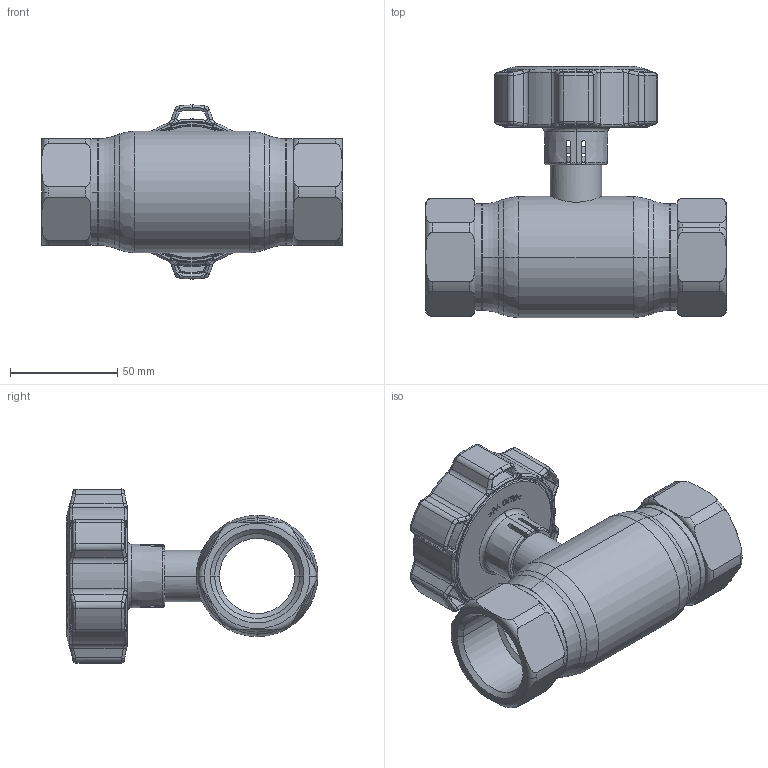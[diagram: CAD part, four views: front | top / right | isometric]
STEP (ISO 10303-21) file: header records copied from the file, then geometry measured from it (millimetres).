
FILE_DESCRIPTION (( 'STEP AP214' ), '1' );
FILE_NAME ('1032002000-1200.step', '2024-01-15T11:34:25', ( '' ), ( '' ), 'SwSTEP 2.0', 'SolidWorks 2021', '' );
FILE_SCHEMA (( 'AUTOMOTIVE_DESIGN' ));
Length unit declared in the file: millimetre
Products named in the file (1): 1032002000-1200
Bounding box: 140 x 117.1 x 81 mm (x, y, z)
Surface area: 57784.2 mm2 (no closed solid volume)
Topology: 0 solids, 10 shells, 579 faces, 1664 edges, 1070 vertices
Faces by surface type: bspline 180, cylinder 151, plane 110, cone 71, torus 67
Entity records: 36104 total; most frequent: CARTESIAN_POINT 16482, ORIENTED_EDGE 2938, DIRECTION 2259, EDGE_CURVE 1664, VERTEX_POINT 1070, AXIS2_PLACEMENT_3D 887, B_SPLINE_CURVE_WITH_KNOTS 654, EDGE_LOOP 609
